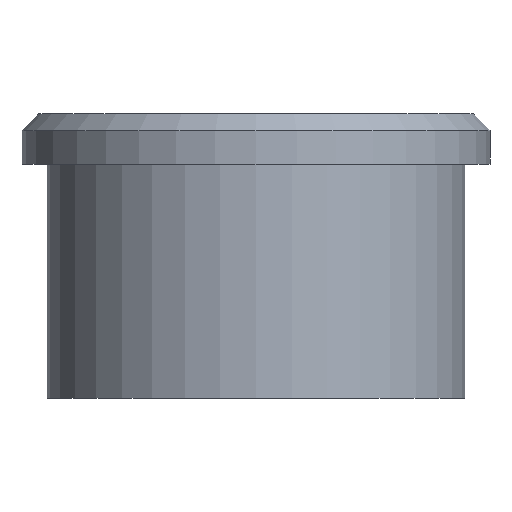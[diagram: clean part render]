
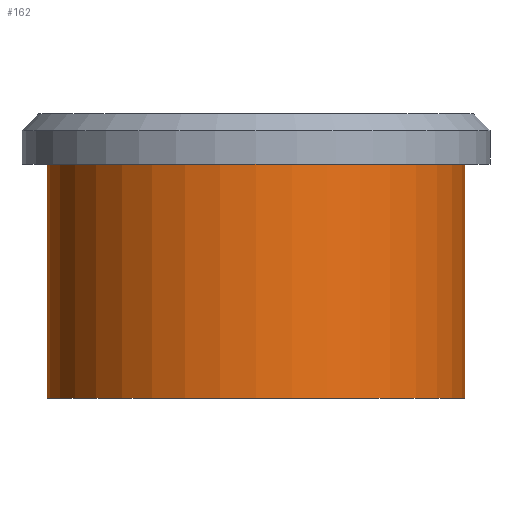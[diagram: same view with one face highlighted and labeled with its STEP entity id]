
A CAD part, front view. The second image highlights one B-rep face of the part: STEP entity #162.
In plain terms, the highlighted cylindrical face has radius 12.5 mm (diameter 25 mm), a partial arc.
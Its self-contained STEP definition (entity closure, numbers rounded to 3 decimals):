
#132=VERTEX_POINT('',#254);
#136=VERTEX_POINT('',#258);
#142=EDGE_CURVE('',#132,#148,#266,.T.);
#144=EDGE_CURVE('',#148,#136,#268,.T.);
#148=VERTEX_POINT('',#272);
#150=VERTEX_POINT('',#274);
#160=EDGE_CURVE('',#150,#136,#285,.T.);
#162=ADVANCED_FACE('',(#287),#288,.T.);
#164=EDGE_CURVE('',#150,#132,#290,.T.);
#254=CARTESIAN_POINT('',(12.5,0.,-14.));
#258=CARTESIAN_POINT('',(-12.5,0.,0.));
#266=CIRCLE('',#400,12.5);
#268=LINE('',#403,#404);
#272=CARTESIAN_POINT('',(-12.5,0.,-14.));
#274=CARTESIAN_POINT('',(12.5,0.,0.));
#285=CIRCLE('',#427,12.5);
#287=FACE_OUTER_BOUND('',#429,.T.);
#288=CYLINDRICAL_SURFACE('',#430,12.5);
#290=LINE('',#433,#434);
#400=AXIS2_PLACEMENT_3D('',#546,#547,#548);
#403=CARTESIAN_POINT('',(-12.5,0.,-7.));
#404=VECTOR('',#549,1.0);
#427=AXIS2_PLACEMENT_3D('',#563,#564,#565);
#429=EDGE_LOOP('',(#567,#568,#569,#570));
#430=AXIS2_PLACEMENT_3D('',#571,#572,#573);
#433=CARTESIAN_POINT('',(12.5,0.,-7.));
#434=VECTOR('',#574,1.0);
#546=CARTESIAN_POINT('',(0.0,0.,-14.));
#547=DIRECTION('',(0.0,0.0,-1.0));
#548=DIRECTION('',(1.0,0.,0.0));
#549=DIRECTION('',(-0.0,-0.0,1.0));
#563=CARTESIAN_POINT('',(0.0,0.,0.));
#564=DIRECTION('',(0.0,0.0,-1.0));
#565=DIRECTION('',(1.0,0.,0.0));
#567=ORIENTED_EDGE('',*,*,#164,.F.);
#568=ORIENTED_EDGE('',*,*,#160,.T.);
#569=ORIENTED_EDGE('',*,*,#144,.F.);
#570=ORIENTED_EDGE('',*,*,#142,.F.);
#571=CARTESIAN_POINT('',(0.0,0.,-7.));
#572=DIRECTION('',(-0.0,-0.0,1.0));
#573=DIRECTION('',(1.0,0.,0.0));
#574=DIRECTION('',(0.0,0.0,-1.0));
